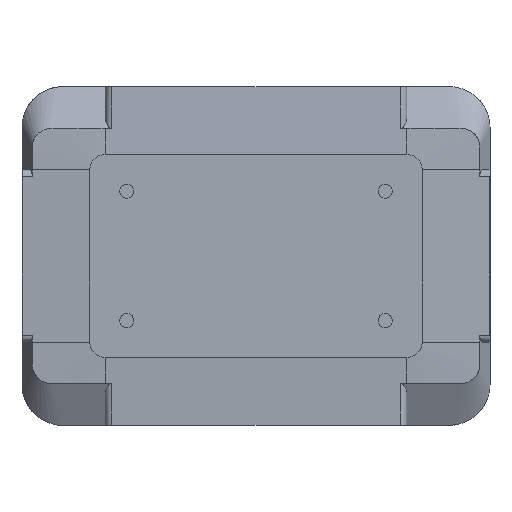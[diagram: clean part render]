
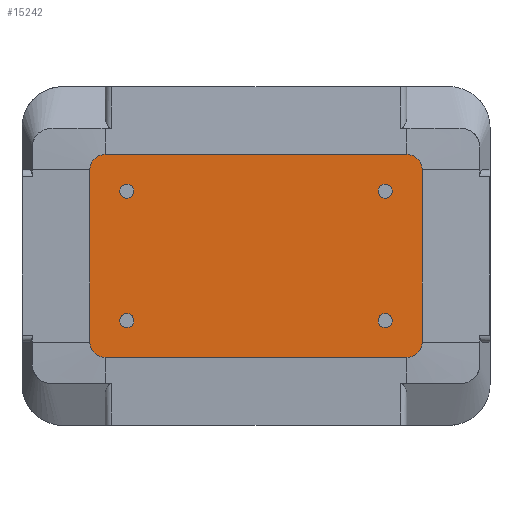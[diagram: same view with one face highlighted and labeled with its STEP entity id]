
A CAD part, top view. The second image highlights one B-rep face of the part: STEP entity #15242.
In plain terms, the highlighted planar face has unit normal (0, 0, 1).
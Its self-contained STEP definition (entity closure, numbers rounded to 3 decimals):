
#16 = DIRECTION ( 'NONE',  ( 0., 0., 1. ) ) ;
#234 = CARTESIAN_POINT ( 'NONE',  ( 48.961, -25.411, 7.987 ) ) ;
#257 = CARTESIAN_POINT ( 'NONE',  ( -44.461, 29.911, 7.987 ) ) ;
#626 = CARTESIAN_POINT ( 'NONE',  ( -48.961, -25.411, 7.987 ) ) ;
#647 = AXIS2_PLACEMENT_3D ( 'NONE', #14747, #13111, #21938 ) ;
#905 = VERTEX_POINT ( 'NONE', #9801 ) ;
#1068 = VERTEX_POINT ( 'NONE', #8976 ) ;
#1099 = CARTESIAN_POINT ( 'NONE',  ( 36., 19.05, 7.987 ) ) ;
#1580 = AXIS2_PLACEMENT_3D ( 'NONE', #19841, #12314, #20063 ) ;
#1606 = EDGE_CURVE ( 'NONE', #12863, #3897, #22640, .T. ) ;
#1720 = CARTESIAN_POINT ( 'NONE',  ( -44.461, 29.911, 7.987 ) ) ;
#1825 = FACE_BOUND ( 'NONE', #21466, .T. ) ;
#1904 = CARTESIAN_POINT ( 'NONE',  ( 38.1, 19.05, 7.987 ) ) ;
#1951 = CIRCLE ( 'NONE', #20400, 2.1 ) ;
#1995 = EDGE_LOOP ( 'NONE', ( #6801, #11742 ) ) ;
#2154 = DIRECTION ( 'NONE',  ( 0., 0., 1. ) ) ;
#2247 = ORIENTED_EDGE ( 'NONE', *, *, #18836, .T. ) ;
#2317 = EDGE_CURVE ( 'NONE', #3897, #12863, #15514, .T. ) ;
#2492 = EDGE_LOOP ( 'NONE', ( #8671, #21502 ) ) ;
#2614 = CARTESIAN_POINT ( 'NONE',  ( 44.461, 29.911, 7.987 ) ) ;
#2653 = ORIENTED_EDGE ( 'NONE', *, *, #1606, .F. ) ;
#3200 = ORIENTED_EDGE ( 'NONE', *, *, #20720, .T. ) ;
#3251 = VERTEX_POINT ( 'NONE', #626 ) ;
#3530 = DIRECTION ( 'NONE',  ( -1., 0., 0. ) ) ;
#3613 = EDGE_CURVE ( 'NONE', #4644, #5401, #21538, .T. ) ;
#3897 = VERTEX_POINT ( 'NONE', #6322 ) ;
#3944 = ORIENTED_EDGE ( 'NONE', *, *, #17726, .T. ) ;
#4035 = CARTESIAN_POINT ( 'NONE',  ( -38.1, 19.05, 7.987 ) ) ;
#4084 = DIRECTION ( 'NONE',  ( 0., 0., 1. ) ) ;
#4178 = ORIENTED_EDGE ( 'NONE', *, *, #18796, .T. ) ;
#4518 = CARTESIAN_POINT ( 'NONE',  ( 40.2, -19.05, 7.987 ) ) ;
#4644 = VERTEX_POINT ( 'NONE', #2614 ) ;
#4748 = CARTESIAN_POINT ( 'NONE',  ( -38.1, 19.05, 7.987 ) ) ;
#4757 = AXIS2_PLACEMENT_3D ( 'NONE', #18488, #2154, #14496 ) ;
#4986 = DIRECTION ( 'NONE',  ( 0., 0., 1. ) ) ;
#5401 = VERTEX_POINT ( 'NONE', #1720 ) ;
#5419 = DIRECTION ( 'NONE',  ( 0., 0., 1. ) ) ;
#5953 = LINE ( 'NONE', #11384, #17091 ) ;
#6048 = VERTEX_POINT ( 'NONE', #22835 ) ;
#6054 = CIRCLE ( 'NONE', #1580, 4.5 ) ;
#6322 = CARTESIAN_POINT ( 'NONE',  ( -40.2, -19.05, 7.987 ) ) ;
#6801 = ORIENTED_EDGE ( 'NONE', *, *, #15081, .F. ) ;
#7003 = CIRCLE ( 'NONE', #647, 4.5 ) ;
#7113 = DIRECTION ( 'NONE',  ( 1., 0., 0. ) ) ;
#7226 = PLANE ( 'NONE',  #18855 ) ;
#7782 = CARTESIAN_POINT ( 'NONE',  ( -40.2, 19.05, 7.987 ) ) ;
#8046 = EDGE_CURVE ( 'NONE', #14450, #6048, #17148, .T. ) ;
#8384 = DIRECTION ( 'NONE',  ( 1., 0., 0. ) ) ;
#8671 = ORIENTED_EDGE ( 'NONE', *, *, #9857, .F. ) ;
#8913 = CARTESIAN_POINT ( 'NONE',  ( -38.1, -19.05, 7.987 ) ) ;
#8929 = DIRECTION ( 'NONE',  ( 0., 0., 1. ) ) ;
#8976 = CARTESIAN_POINT ( 'NONE',  ( -44.461, -29.911, 7.987 ) ) ;
#8987 = FACE_BOUND ( 'NONE', #2492, .T. ) ;
#8995 = CIRCLE ( 'NONE', #11636, 2.1 ) ;
#9801 = CARTESIAN_POINT ( 'NONE',  ( 40.2, 19.05, 7.987 ) ) ;
#9857 = EDGE_CURVE ( 'NONE', #905, #20826, #16509, .T. ) ;
#10303 = EDGE_CURVE ( 'NONE', #6048, #14450, #8995, .T. ) ;
#10398 = FACE_BOUND ( 'NONE', #1995, .T. ) ;
#10706 = CIRCLE ( 'NONE', #18604, 4.5 ) ;
#10764 = CARTESIAN_POINT ( 'NONE',  ( -38.1, -19.05, 7.987 ) ) ;
#11262 = DIRECTION ( 'NONE',  ( 1., 0., 0. ) ) ;
#11384 = CARTESIAN_POINT ( 'NONE',  ( -48.961, 25.411, 7.987 ) ) ;
#11561 = DIRECTION ( 'NONE',  ( 0., 0., 1. ) ) ;
#11616 = AXIS2_PLACEMENT_3D ( 'NONE', #1904, #5419, #15665 ) ;
#11636 = AXIS2_PLACEMENT_3D ( 'NONE', #4035, #11561, #21925 ) ;
#11742 = ORIENTED_EDGE ( 'NONE', *, *, #21128, .F. ) ;
#11804 = VECTOR ( 'NONE', #3530, 1000. ) ;
#11934 = DIRECTION ( 'NONE',  ( 0., 1., 0. ) ) ;
#11979 = DIRECTION ( 'NONE',  ( 1., 0., 0. ) ) ;
#12166 = VECTOR ( 'NONE', #11934, 1000. ) ;
#12314 = DIRECTION ( 'NONE',  ( 0., 0., 1. ) ) ;
#12348 = VERTEX_POINT ( 'NONE', #20567 ) ;
#12517 = AXIS2_PLACEMENT_3D ( 'NONE', #8913, #20914, #11979 ) ;
#12779 = EDGE_LOOP ( 'NONE', ( #19674, #22943 ) ) ;
#12804 = DIRECTION ( 'NONE',  ( -1., 0., 0. ) ) ;
#12860 = VERTEX_POINT ( 'NONE', #17710 ) ;
#12863 = VERTEX_POINT ( 'NONE', #21348 ) ;
#13111 = DIRECTION ( 'NONE',  ( 0., 0., 1. ) ) ;
#13806 = CARTESIAN_POINT ( 'NONE',  ( 48.961, 25.411, 7.987 ) ) ;
#14144 = CIRCLE ( 'NONE', #4757, 2.1 ) ;
#14450 = VERTEX_POINT ( 'NONE', #7782 ) ;
#14453 = CARTESIAN_POINT ( 'NONE',  ( 44.461, 25.411, 7.987 ) ) ;
#14496 = DIRECTION ( 'NONE',  ( 1., 0., 0. ) ) ;
#14562 = CARTESIAN_POINT ( 'NONE',  ( 38.1, 19.05, 7.987 ) ) ;
#14575 = AXIS2_PLACEMENT_3D ( 'NONE', #4748, #19098, #8384 ) ;
#14599 = CARTESIAN_POINT ( 'NONE',  ( -48.961, 25.411, 7.987 ) ) ;
#14747 = CARTESIAN_POINT ( 'NONE',  ( -44.461, 25.411, 7.987 ) ) ;
#14822 = EDGE_CURVE ( 'NONE', #12860, #17120, #6054, .T. ) ;
#15081 = EDGE_CURVE ( 'NONE', #17666, #12348, #1951, .T. ) ;
#15236 = ORIENTED_EDGE ( 'NONE', *, *, #14822, .T. ) ;
#15242 = ADVANCED_FACE ( 'NONE', ( #17823, #1825, #10398, #8987, #16178 ), #7226, .T. ) ;
#15514 = CIRCLE ( 'NONE', #12517, 2.1 ) ;
#15665 = DIRECTION ( 'NONE',  ( 1., 0., 0. ) ) ;
#16178 = FACE_OUTER_BOUND ( 'NONE', #21312, .T. ) ;
#16270 = AXIS2_PLACEMENT_3D ( 'NONE', #10764, #18057, #7113 ) ;
#16509 = CIRCLE ( 'NONE', #11616, 2.1 ) ;
#16630 = VERTEX_POINT ( 'NONE', #20395 ) ;
#16881 = EDGE_CURVE ( 'NONE', #1068, #12860, #20613, .T. ) ;
#17091 = VECTOR ( 'NONE', #22645, 1000. ) ;
#17111 = EDGE_CURVE ( 'NONE', #20826, #905, #21932, .T. ) ;
#17120 = VERTEX_POINT ( 'NONE', #234 ) ;
#17148 = CIRCLE ( 'NONE', #14575, 2.1 ) ;
#17590 = DIRECTION ( 'NONE',  ( 1., 0., 0. ) ) ;
#17666 = VERTEX_POINT ( 'NONE', #4518 ) ;
#17710 = CARTESIAN_POINT ( 'NONE',  ( 44.461, -29.911, 7.987 ) ) ;
#17726 = EDGE_CURVE ( 'NONE', #17120, #16630, #21101, .T. ) ;
#17823 = FACE_BOUND ( 'NONE', #12779, .T. ) ;
#17853 = CIRCLE ( 'NONE', #18205, 4.5 ) ;
#17934 = ORIENTED_EDGE ( 'NONE', *, *, #3613, .T. ) ;
#18057 = DIRECTION ( 'NONE',  ( 0., 0., 1. ) ) ;
#18167 = AXIS2_PLACEMENT_3D ( 'NONE', #14562, #4084, #11262 ) ;
#18205 = AXIS2_PLACEMENT_3D ( 'NONE', #19871, #8929, #23060 ) ;
#18361 = DIRECTION ( 'NONE',  ( 0., 0., 1. ) ) ;
#18488 = CARTESIAN_POINT ( 'NONE',  ( 38.1, -19.05, 7.987 ) ) ;
#18604 = AXIS2_PLACEMENT_3D ( 'NONE', #14453, #16, #12804 ) ;
#18676 = EDGE_CURVE ( 'NONE', #16630, #4644, #10706, .T. ) ;
#18796 = EDGE_CURVE ( 'NONE', #3251, #1068, #17853, .T. ) ;
#18836 = EDGE_CURVE ( 'NONE', #19185, #3251, #5953, .T. ) ;
#18855 = AXIS2_PLACEMENT_3D ( 'NONE', #21585, #18361, #22482 ) ;
#18938 = ORIENTED_EDGE ( 'NONE', *, *, #16881, .T. ) ;
#19098 = DIRECTION ( 'NONE',  ( 0., 0., 1. ) ) ;
#19185 = VERTEX_POINT ( 'NONE', #14599 ) ;
#19646 = VECTOR ( 'NONE', #22150, 1000. ) ;
#19674 = ORIENTED_EDGE ( 'NONE', *, *, #10303, .F. ) ;
#19841 = CARTESIAN_POINT ( 'NONE',  ( 44.461, -25.411, 7.987 ) ) ;
#19871 = CARTESIAN_POINT ( 'NONE',  ( -44.461, -25.411, 7.987 ) ) ;
#20063 = DIRECTION ( 'NONE',  ( 1., 0., 0. ) ) ;
#20395 = CARTESIAN_POINT ( 'NONE',  ( 48.961, 25.411, 7.987 ) ) ;
#20400 = AXIS2_PLACEMENT_3D ( 'NONE', #21221, #4986, #17590 ) ;
#20567 = CARTESIAN_POINT ( 'NONE',  ( 36., -19.05, 7.987 ) ) ;
#20613 = LINE ( 'NONE', #22381, #19646 ) ;
#20641 = ORIENTED_EDGE ( 'NONE', *, *, #18676, .T. ) ;
#20720 = EDGE_CURVE ( 'NONE', #5401, #19185, #7003, .T. ) ;
#20826 = VERTEX_POINT ( 'NONE', #1099 ) ;
#20914 = DIRECTION ( 'NONE',  ( 0., 0., 1. ) ) ;
#20934 = ORIENTED_EDGE ( 'NONE', *, *, #2317, .F. ) ;
#21101 = LINE ( 'NONE', #13806, #12166 ) ;
#21128 = EDGE_CURVE ( 'NONE', #12348, #17666, #14144, .T. ) ;
#21221 = CARTESIAN_POINT ( 'NONE',  ( 38.1, -19.05, 7.987 ) ) ;
#21312 = EDGE_LOOP ( 'NONE', ( #3200, #2247, #4178, #18938, #15236, #3944, #20641, #17934 ) ) ;
#21348 = CARTESIAN_POINT ( 'NONE',  ( -36., -19.05, 7.987 ) ) ;
#21466 = EDGE_LOOP ( 'NONE', ( #2653, #20934 ) ) ;
#21502 = ORIENTED_EDGE ( 'NONE', *, *, #17111, .F. ) ;
#21538 = LINE ( 'NONE', #257, #11804 ) ;
#21585 = CARTESIAN_POINT ( 'NONE',  ( -44.461, 25.411, 7.987 ) ) ;
#21925 = DIRECTION ( 'NONE',  ( 1., 0., 0. ) ) ;
#21932 = CIRCLE ( 'NONE', #18167, 2.1 ) ;
#21938 = DIRECTION ( 'NONE',  ( 1., 0., 0. ) ) ;
#22150 = DIRECTION ( 'NONE',  ( 1., 0., 0. ) ) ;
#22381 = CARTESIAN_POINT ( 'NONE',  ( -44.461, -29.911, 7.987 ) ) ;
#22482 = DIRECTION ( 'NONE',  ( 1., 0., 0. ) ) ;
#22640 = CIRCLE ( 'NONE', #16270, 2.1 ) ;
#22645 = DIRECTION ( 'NONE',  ( 0., -1., 0. ) ) ;
#22835 = CARTESIAN_POINT ( 'NONE',  ( -36., 19.05, 7.987 ) ) ;
#22943 = ORIENTED_EDGE ( 'NONE', *, *, #8046, .F. ) ;
#23060 = DIRECTION ( 'NONE',  ( 1., 0., 0. ) ) ;
